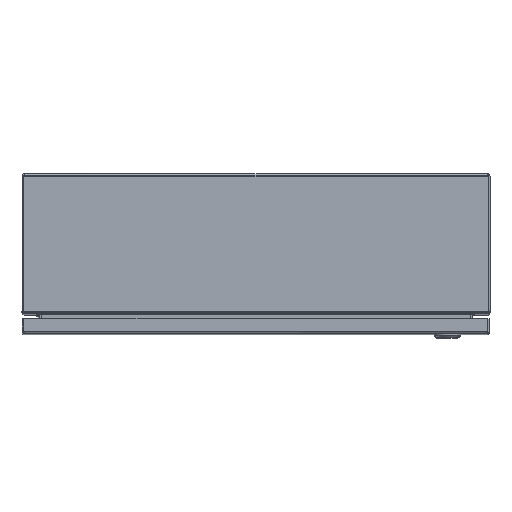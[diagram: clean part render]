
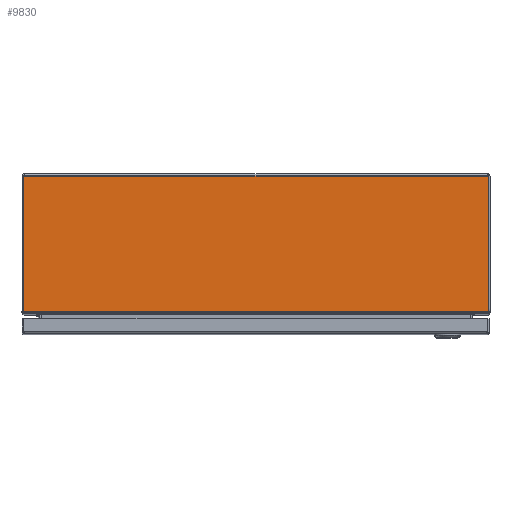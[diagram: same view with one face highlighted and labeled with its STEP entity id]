
A CAD part, top view. The second image highlights one B-rep face of the part: STEP entity #9830.
In plain terms, the highlighted planar face has unit normal (0, 0, 1).
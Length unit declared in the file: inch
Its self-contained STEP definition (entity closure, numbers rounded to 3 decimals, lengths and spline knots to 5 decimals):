
#20 = VERTEX_POINT ( 'NONE', #6724 ) ;
#90 = CARTESIAN_POINT ( 'NONE',  ( -9.90555, -5.892, 15. ) ) ;
#666 = CARTESIAN_POINT ( 'NONE',  ( 69.298, -5.892, 15. ) ) ;
#912 = EDGE_CURVE ( 'NONE', #20, #12375, #2101, .T. ) ;
#1236 = VERTEX_POINT ( 'NONE', #1309 ) ;
#1309 = CARTESIAN_POINT ( 'NONE',  ( 9.92789, -0.108, 15. ) ) ;
#1536 = VECTOR ( 'NONE', #6782, 39.37008 ) ;
#2101 = CIRCLE ( 'NONE', #23539, 0.38236 ) ;
#2259 = CARTESIAN_POINT ( 'NONE',  ( -9.92789, -0.108, 15. ) ) ;
#2493 = EDGE_LOOP ( 'NONE', ( #24937, #26992, #27979, #26276, #11816, #18379 ) ) ;
#2518 = VERTEX_POINT ( 'NONE', #3114 ) ;
#3114 = CARTESIAN_POINT ( 'NONE',  ( -9.92789, -5.76322, 15. ) ) ;
#3323 = CIRCLE ( 'NONE', #3814, 0.38236 ) ;
#3814 = AXIS2_PLACEMENT_3D ( 'NONE', #7615, #21636, #16875 ) ;
#3957 = CARTESIAN_POINT ( 'NONE',  ( -9.92789, -0.108, 15. ) ) ;
#4507 = FACE_OUTER_BOUND ( 'NONE', #2493, .T. ) ;
#4675 = DIRECTION ( 'NONE',  ( 0., -1., 0. ) ) ;
#5361 = EDGE_CURVE ( 'NONE', #1236, #20, #20917, .T. ) ;
#6724 = CARTESIAN_POINT ( 'NONE',  ( 9.92789, -5.76322, 15. ) ) ;
#6782 = DIRECTION ( 'NONE',  ( 0., -1., 0. ) ) ;
#7615 = CARTESIAN_POINT ( 'NONE',  ( -9.54553, -5.76322, 15. ) ) ;
#8175 = VECTOR ( 'NONE', #25870, 39.37008 ) ;
#8669 = LINE ( 'NONE', #13467, #13327 ) ;
#9784 = EDGE_CURVE ( 'NONE', #15657, #1236, #8669, .T. ) ;
#9830 = ADVANCED_FACE ( 'NONE', ( #4507 ), #20605, .F. ) ;
#9943 = VECTOR ( 'NONE', #4675, 39.37008 ) ;
#10062 = EDGE_CURVE ( 'NONE', #12862, #2518, #3323, .T. ) ;
#10812 = LINE ( 'NONE', #3957, #1536 ) ;
#11498 = DIRECTION ( 'NONE',  ( 0., 1., 0. ) ) ;
#11816 = ORIENTED_EDGE ( 'NONE', *, *, #9784, .F. ) ;
#11976 = EDGE_CURVE ( 'NONE', #12375, #12862, #28094, .T. ) ;
#12375 = VERTEX_POINT ( 'NONE', #24456 ) ;
#12862 = VERTEX_POINT ( 'NONE', #90 ) ;
#13327 = VECTOR ( 'NONE', #19882, 39.37008 ) ;
#13467 = CARTESIAN_POINT ( 'NONE',  ( -9.892, -0.108, 15. ) ) ;
#15657 = VERTEX_POINT ( 'NONE', #2259 ) ;
#15997 = DIRECTION ( 'NONE',  ( 0., 0., -1. ) ) ;
#16013 = EDGE_CURVE ( 'NONE', #15657, #2518, #10812, .T. ) ;
#16875 = DIRECTION ( 'NONE',  ( 0., 1., 0. ) ) ;
#18379 = ORIENTED_EDGE ( 'NONE', *, *, #16013, .T. ) ;
#19882 = DIRECTION ( 'NONE',  ( 1., 0., 0. ) ) ;
#20453 = CARTESIAN_POINT ( 'NONE',  ( 69.298, -0.072, 15. ) ) ;
#20463 = AXIS2_PLACEMENT_3D ( 'NONE', #20453, #15997, #11498 ) ;
#20605 = PLANE ( 'NONE',  #20463 ) ;
#20779 = CARTESIAN_POINT ( 'NONE',  ( 9.92789, -0.108, 15. ) ) ;
#20917 = LINE ( 'NONE', #20779, #9943 ) ;
#21636 = DIRECTION ( 'NONE',  ( 0., 0., -1. ) ) ;
#22430 = DIRECTION ( 'NONE',  ( 0., 1., 0. ) ) ;
#23539 = AXIS2_PLACEMENT_3D ( 'NONE', #24814, #24383, #22430 ) ;
#24383 = DIRECTION ( 'NONE',  ( 0., 0., -1. ) ) ;
#24456 = CARTESIAN_POINT ( 'NONE',  ( 9.90555, -5.892, 15. ) ) ;
#24814 = CARTESIAN_POINT ( 'NONE',  ( 9.54553, -5.76322, 15. ) ) ;
#24937 = ORIENTED_EDGE ( 'NONE', *, *, #10062, .F. ) ;
#25870 = DIRECTION ( 'NONE',  ( -1., 0., 0. ) ) ;
#26276 = ORIENTED_EDGE ( 'NONE', *, *, #5361, .F. ) ;
#26992 = ORIENTED_EDGE ( 'NONE', *, *, #11976, .F. ) ;
#27979 = ORIENTED_EDGE ( 'NONE', *, *, #912, .F. ) ;
#28094 = LINE ( 'NONE', #666, #8175 ) ;
